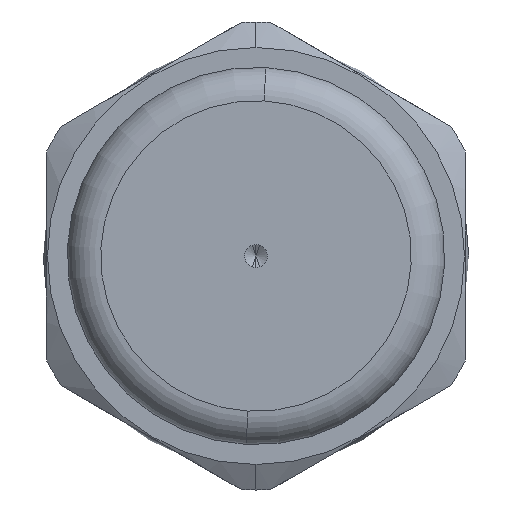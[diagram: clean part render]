
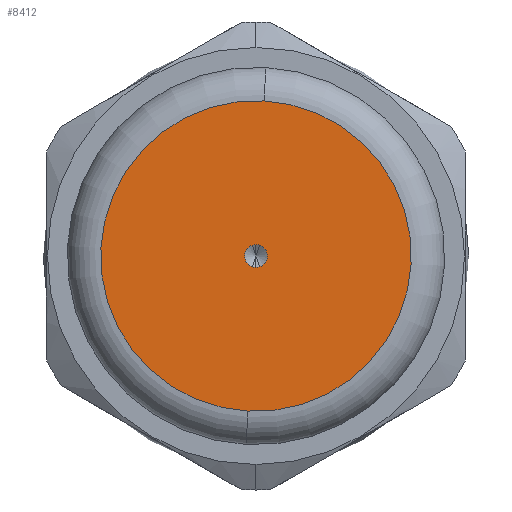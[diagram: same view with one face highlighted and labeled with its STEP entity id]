
A CAD part, left-side view. The second image highlights one B-rep face of the part: STEP entity #8412.
In plain terms, the highlighted planar face has unit normal (-1, 0, 0).
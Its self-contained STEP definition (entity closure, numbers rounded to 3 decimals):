
#599 = DIRECTION ( 'NONE',  ( 0., 0.052, -0.999 ) ) ;
#835 = CARTESIAN_POINT ( 'NONE',  ( -23., 0., 0. ) ) ;
#1084 = ORIENTED_EDGE ( 'NONE', *, *, #10632, .F. ) ;
#1362 = AXIS2_PLACEMENT_3D ( 'NONE', #6894, #2396, #17464 ) ;
#2288 = DIRECTION ( 'NONE',  ( 1., 0., 0. ) ) ;
#2396 = DIRECTION ( 'NONE',  ( 1., 0., 0. ) ) ;
#3022 = EDGE_CURVE ( 'NONE', #7074, #17571, #4525, .T. ) ;
#4197 = EDGE_CURVE ( 'NONE', #17571, #7074, #14312, .T. ) ;
#4462 = VERTEX_POINT ( 'NONE', #15256 ) ;
#4483 = AXIS2_PLACEMENT_3D ( 'NONE', #835, #2288, #15856 ) ;
#4525 = CIRCLE ( 'NONE', #1362, 0.6 ) ;
#4781 = FACE_BOUND ( 'NONE', #14440, .T. ) ;
#5161 = AXIS2_PLACEMENT_3D ( 'NONE', #6185, #13836, #16749 ) ;
#5852 = CARTESIAN_POINT ( 'NONE',  ( -23., 0.031, -0.599 ) ) ;
#6185 = CARTESIAN_POINT ( 'NONE',  ( -23., 0., 0. ) ) ;
#6564 = AXIS2_PLACEMENT_3D ( 'NONE', #5852, #16354, #16286 ) ;
#6894 = CARTESIAN_POINT ( 'NONE',  ( -23., 0., 0. ) ) ;
#7074 = VERTEX_POINT ( 'NONE', #19084 ) ;
#7872 = CARTESIAN_POINT ( 'NONE',  ( -23., -0.031, 0.599 ) ) ;
#8412 = ADVANCED_FACE ( 'NONE', ( #4781, #11778 ), #14757, .T. ) ;
#8514 = AXIS2_PLACEMENT_3D ( 'NONE', #15747, #9585, #599 ) ;
#9585 = DIRECTION ( 'NONE',  ( 1., 0., 0. ) ) ;
#10632 = EDGE_CURVE ( 'NONE', #15144, #4462, #18564, .T. ) ;
#11778 = FACE_OUTER_BOUND ( 'NONE', #13952, .T. ) ;
#13836 = DIRECTION ( 'NONE',  ( 1., 0., 0. ) ) ;
#13952 = EDGE_LOOP ( 'NONE', ( #1084, #14037 ) ) ;
#14037 = ORIENTED_EDGE ( 'NONE', *, *, #15614, .F. ) ;
#14312 = CIRCLE ( 'NONE', #8514, 0.6 ) ;
#14440 = EDGE_LOOP ( 'NONE', ( #19195, #15837 ) ) ;
#14757 = PLANE ( 'NONE',  #6564 ) ;
#15144 = VERTEX_POINT ( 'NONE', #19194 ) ;
#15256 = CARTESIAN_POINT ( 'NONE',  ( -23., -0.429, 8.219 ) ) ;
#15614 = EDGE_CURVE ( 'NONE', #4462, #15144, #16352, .T. ) ;
#15747 = CARTESIAN_POINT ( 'NONE',  ( -23., 0., 0. ) ) ;
#15837 = ORIENTED_EDGE ( 'NONE', *, *, #4197, .T. ) ;
#15856 = DIRECTION ( 'NONE',  ( 0., 0.052, -0.999 ) ) ;
#16286 = DIRECTION ( 'NONE',  ( 0., -0.052, 0.999 ) ) ;
#16352 = CIRCLE ( 'NONE', #5161, 8.23 ) ;
#16354 = DIRECTION ( 'NONE',  ( -1., 0., 0. ) ) ;
#16749 = DIRECTION ( 'NONE',  ( 0., 0.052, -0.999 ) ) ;
#17464 = DIRECTION ( 'NONE',  ( 0., 0.052, -0.999 ) ) ;
#17571 = VERTEX_POINT ( 'NONE', #7872 ) ;
#18564 = CIRCLE ( 'NONE', #4483, 8.23 ) ;
#19084 = CARTESIAN_POINT ( 'NONE',  ( -23., 0.031, -0.599 ) ) ;
#19194 = CARTESIAN_POINT ( 'NONE',  ( -23., 0.429, -8.219 ) ) ;
#19195 = ORIENTED_EDGE ( 'NONE', *, *, #3022, .T. ) ;
